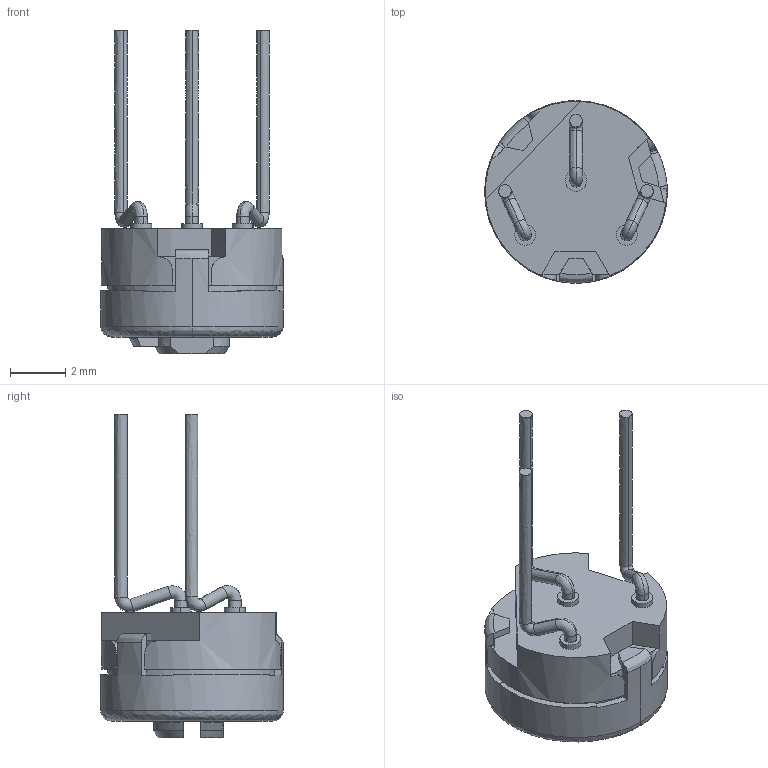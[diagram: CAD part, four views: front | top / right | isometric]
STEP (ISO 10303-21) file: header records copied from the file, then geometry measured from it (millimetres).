
FILE_DESCRIPTION((''),'2;1');
FILE_NAME('3329P_ASM','2012-02-28T',('minhn'),('Bourns, Inc.'),'PRO/ENGINEER BY PARAMETRIC TECHNOLOGY CORPORATION, 2001200','PRO/ENGINEER BY PARAMETRIC TECHNOLOGY CORPORATION, 2001200','');
FILE_SCHEMA(('AUTOMOTIVE_DESIGN_CC2 { 1 2 10303 214 -1 1 5 2 }'));
Length unit declared in the file: inch
Products named in the file (2): M3329_COVERFD1; 3329P_ASM
Assembly tree (1 placements, depth 2):
  3329P_ASM
    M3329_COVERFD1
Bounding box: 6.6 x 6.6 x 11.71 mm (x, y, z)
Volume: 125.5 mm3; surface area: 280 mm2
Topology: 1 solids, 5 shells, 188 faces, 484 edges, 309 vertices
Faces by surface type: bspline 188
Entity records: 9386 total; most frequent: CARTESIAN_POINT 3887, ORIENTED_EDGE 968, DIRECTION 613, PRESENTATION_STYLE_ASSIGNMENT 485, STYLED_ITEM 485, CURVE_STYLE 484, EDGE_CURVE 484, VERTEX_POINT 309
